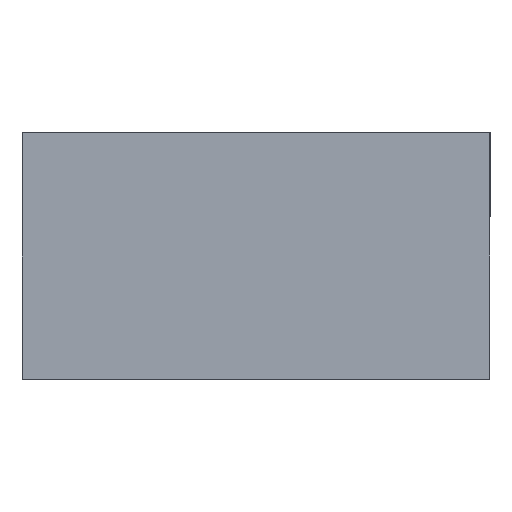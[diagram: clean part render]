
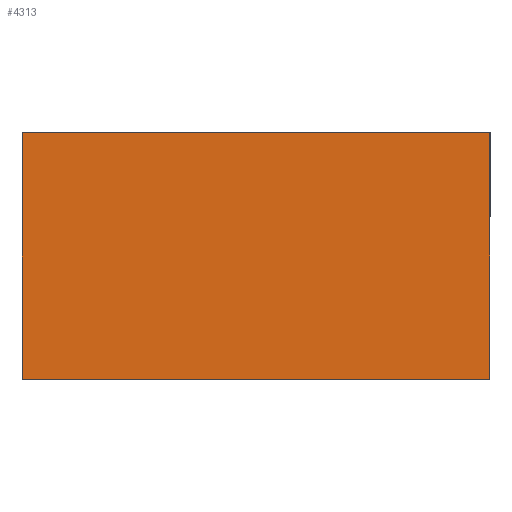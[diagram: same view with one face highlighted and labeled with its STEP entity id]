
A CAD part, front view. The second image highlights one B-rep face of the part: STEP entity #4313.
In plain terms, the highlighted planar face has unit normal (0, -1, 0).
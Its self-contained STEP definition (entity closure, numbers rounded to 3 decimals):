
#298 = EDGE_CURVE ( 'NONE', #1298, #5056, #2696, .T. ) ;
#576 = VERTEX_POINT ( 'NONE', #2297 ) ;
#630 = CARTESIAN_POINT ( 'NONE',  ( 63.758, -2., -33.635 ) ) ;
#645 = VECTOR ( 'NONE', #1375, 1000. ) ;
#736 = CARTESIAN_POINT ( 'NONE',  ( 6.758, -2., -33.635 ) ) ;
#1298 = VERTEX_POINT ( 'NONE', #2334 ) ;
#1357 = LINE ( 'NONE', #2960, #2523 ) ;
#1375 = DIRECTION ( 'NONE',  ( 0., 0., -1. ) ) ;
#2003 = PLANE ( 'NONE',  #4847 ) ;
#2033 = DIRECTION ( 'NONE',  ( 0., -1., 0. ) ) ;
#2094 = VECTOR ( 'NONE', #3697, 1000. ) ;
#2120 = EDGE_CURVE ( 'NONE', #5056, #4305, #1357, .T. ) ;
#2297 = CARTESIAN_POINT ( 'NONE',  ( 63.758, -2., -3.635 ) ) ;
#2334 = CARTESIAN_POINT ( 'NONE',  ( 63.758, -2., -33.635 ) ) ;
#2389 = ORIENTED_EDGE ( 'NONE', *, *, #2120, .F. ) ;
#2523 = VECTOR ( 'NONE', #3009, 1000. ) ;
#2696 = LINE ( 'NONE', #5194, #4634 ) ;
#2808 = CARTESIAN_POINT ( 'NONE',  ( 6.758, -2., -3.635 ) ) ;
#2936 = EDGE_LOOP ( 'NONE', ( #4968, #3206, #2389, #4719 ) ) ;
#2960 = CARTESIAN_POINT ( 'NONE',  ( 6.758, -2., -33.635 ) ) ;
#3009 = DIRECTION ( 'NONE',  ( 0., 0., 1. ) ) ;
#3206 = ORIENTED_EDGE ( 'NONE', *, *, #4031, .F. ) ;
#3464 = DIRECTION ( 'NONE',  ( -1., 0., 0. ) ) ;
#3571 = EDGE_CURVE ( 'NONE', #576, #1298, #5163, .T. ) ;
#3697 = DIRECTION ( 'NONE',  ( 1., 0., 0. ) ) ;
#4031 = EDGE_CURVE ( 'NONE', #4305, #576, #4413, .T. ) ;
#4062 = FACE_OUTER_BOUND ( 'NONE', #2936, .T. ) ;
#4114 = CARTESIAN_POINT ( 'NONE',  ( 0., -2., 0. ) ) ;
#4305 = VERTEX_POINT ( 'NONE', #2808 ) ;
#4313 = ADVANCED_FACE ( 'NONE', ( #4062 ), #2003, .T. ) ;
#4413 = LINE ( 'NONE', #4543, #2094 ) ;
#4543 = CARTESIAN_POINT ( 'NONE',  ( 63.758, -2., -3.635 ) ) ;
#4634 = VECTOR ( 'NONE', #3464, 1000. ) ;
#4719 = ORIENTED_EDGE ( 'NONE', *, *, #298, .F. ) ;
#4847 = AXIS2_PLACEMENT_3D ( 'NONE', #4114, #2033, #5284 ) ;
#4968 = ORIENTED_EDGE ( 'NONE', *, *, #3571, .F. ) ;
#5056 = VERTEX_POINT ( 'NONE', #736 ) ;
#5163 = LINE ( 'NONE', #630, #645 ) ;
#5194 = CARTESIAN_POINT ( 'NONE',  ( 63.758, -2., -33.635 ) ) ;
#5284 = DIRECTION ( 'NONE',  ( 0., 0., -1. ) ) ;
